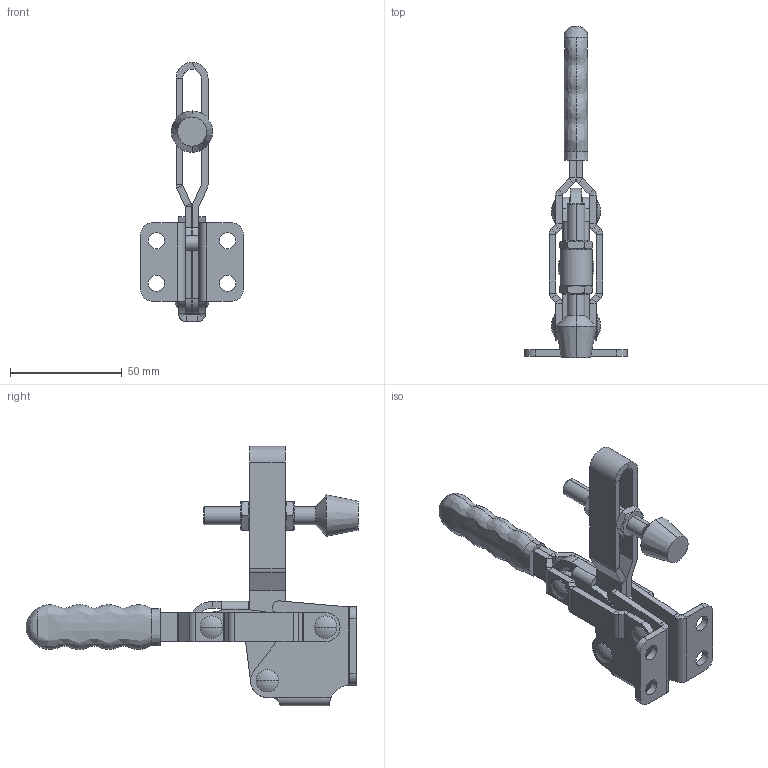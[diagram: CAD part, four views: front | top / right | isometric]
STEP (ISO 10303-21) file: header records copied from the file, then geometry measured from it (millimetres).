
FILE_DESCRIPTION (( 'STEP AP203' ), '1' );
FILE_NAME ('HS-12130装配体.STEP', '2018-12-07T01:10:58', ( 'PCOS' ), ( '微软中国' ), 'SwSTEP 2.0', 'SolidWorks 2012', '' );
FILE_SCHEMA (( 'CONFIG_CONTROL_DESIGN' ));
Length unit declared in the file: millimetre
Products named in the file (13): HS-12130蚾饜极; 傻种; 酗种; 眻忒梟蚾饜极; 忒參; 忒梟; 蟀裝; U倰揤參蚾饜极; hex thin nuts-grades ab-chamfered gb_GB_FASTENER_NUT_STNAB M8-N; hexagon head bolts-full thread gb_GB_FASTENER_BOLT_STBAB A M8X55-C; 揤輸; U倰揤參; 楊擘菁釱
Assembly tree (15 placements, depth 3):
  HS-12130蚾饜极
    楊擘菁釱
    U倰揤參蚾饜极
      U倰揤參
      揤輸
      hexagon head bolts-full thread gb_GB_FASTENER_BOLT_STBAB A M8X55-C
      hex thin nuts-grades ab-chamfered gb_GB_FASTENER_NUT_STNAB M8-N  x2
    蟀裝
    眻忒梟蚾饜极
      忒梟  x2
      忒參
    酗种  x2
    傻种
Bounding box: 46 x 148.42 x 115.9 mm (x, y, z)
Volume: 52202 mm3; surface area: 37325.9 mm2
Topology: 13 solids, 13 shells, 772 faces, 1941 edges, 1230 vertices
Faces by surface type: plane 399, cylinder 185, bspline 146, cone 30, sphere 12
Entity records: 30630 total; most frequent: CARTESIAN_POINT 13253, ORIENTED_EDGE 3510, DIRECTION 2907, EDGE_CURVE 1755, VERTEX_POINT 1124, VECTOR 1071, LINE 1071, AXIS2_PLACEMENT_3D 918
